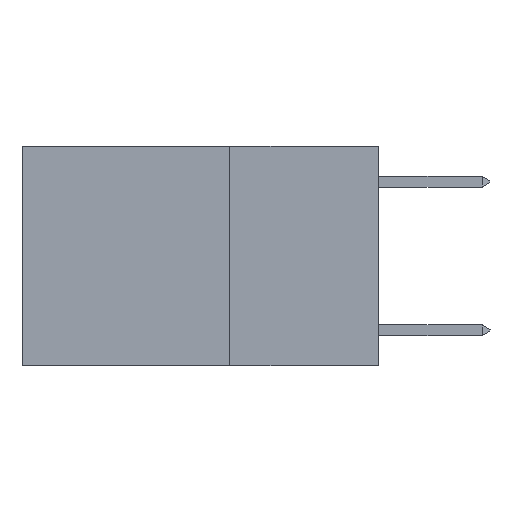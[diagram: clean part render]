
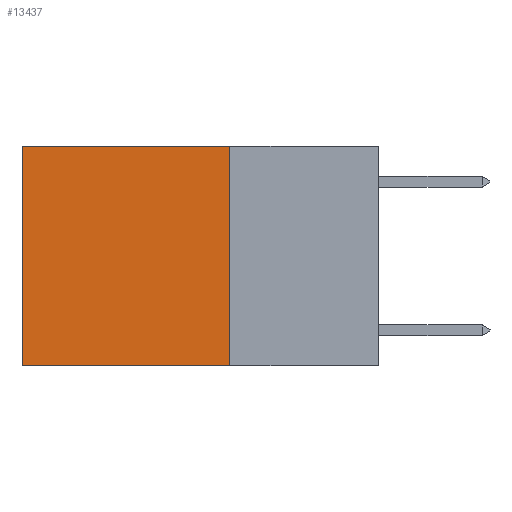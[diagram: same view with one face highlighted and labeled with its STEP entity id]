
A CAD part, left-side view. The second image highlights one B-rep face of the part: STEP entity #13437.
In plain terms, the highlighted planar face has unit normal (-1, 0, 0).
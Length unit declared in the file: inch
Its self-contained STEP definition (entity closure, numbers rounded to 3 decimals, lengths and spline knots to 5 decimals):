
#779 = VECTOR ( 'NONE', #3198, 39.37008 ) ;
#1320 = VECTOR ( 'NONE', #6706, 39.37008 ) ;
#2059 = DIRECTION ( 'NONE',  ( 0., 1., 0. ) ) ;
#3198 = DIRECTION ( 'NONE',  ( 0., 0., -1. ) ) ;
#4131 = PLANE ( 'NONE',  #19677 ) ;
#6706 = DIRECTION ( 'NONE',  ( 0., 0., -1. ) ) ;
#7498 = VECTOR ( 'NONE', #27558, 39.37008 ) ;
#7691 = VERTEX_POINT ( 'NONE', #19629 ) ;
#8337 = EDGE_CURVE ( 'NONE', #7691, #23227, #18811, .T. ) ;
#8696 = EDGE_LOOP ( 'NONE', ( #15473, #31541, #20550, #30684 ) ) ;
#8709 = CARTESIAN_POINT ( 'NONE',  ( 0.2625, 0.25, -0.37 ) ) ;
#9907 = VERTEX_POINT ( 'NONE', #12295 ) ;
#10166 = CARTESIAN_POINT ( 'NONE',  ( 0.2625, 0.25, 0. ) ) ;
#11552 = DIRECTION ( 'NONE',  ( 1., 0., 0. ) ) ;
#12295 = CARTESIAN_POINT ( 'NONE',  ( 0.2625, 0.6, -0.37 ) ) ;
#13437 = ADVANCED_FACE ( 'NONE', ( #29761 ), #4131, .F. ) ;
#14413 = LINE ( 'NONE', #23994, #29074 ) ;
#15473 = ORIENTED_EDGE ( 'NONE', *, *, #23932, .T. ) ;
#16406 = LINE ( 'NONE', #20323, #7498 ) ;
#16535 = CARTESIAN_POINT ( 'NONE',  ( 0.2625, 0.6, 0. ) ) ;
#16603 = DIRECTION ( 'NONE',  ( 0., 0., -1. ) ) ;
#18811 = LINE ( 'NONE', #10166, #779 ) ;
#19629 = CARTESIAN_POINT ( 'NONE',  ( 0.2625, 0.25, 0. ) ) ;
#19677 = AXIS2_PLACEMENT_3D ( 'NONE', #28484, #11552, #16603 ) ;
#20323 = CARTESIAN_POINT ( 'NONE',  ( 0.2625, 0.25, -0.37 ) ) ;
#20550 = ORIENTED_EDGE ( 'NONE', *, *, #8337, .F. ) ;
#23227 = VERTEX_POINT ( 'NONE', #8709 ) ;
#23932 = EDGE_CURVE ( 'NONE', #26195, #9907, #31717, .T. ) ;
#23994 = CARTESIAN_POINT ( 'NONE',  ( 0.2625, 0.25, 0. ) ) ;
#26195 = VERTEX_POINT ( 'NONE', #16535 ) ;
#27558 = DIRECTION ( 'NONE',  ( 0., 1., 0. ) ) ;
#28484 = CARTESIAN_POINT ( 'NONE',  ( 0.2625, 0.25, 0. ) ) ;
#28510 = CARTESIAN_POINT ( 'NONE',  ( 0.2625, 0.6, 0. ) ) ;
#29074 = VECTOR ( 'NONE', #2059, 39.37008 ) ;
#29110 = EDGE_CURVE ( 'NONE', #23227, #9907, #16406, .T. ) ;
#29761 = FACE_OUTER_BOUND ( 'NONE', #8696, .T. ) ;
#30035 = EDGE_CURVE ( 'NONE', #7691, #26195, #14413, .T. ) ;
#30684 = ORIENTED_EDGE ( 'NONE', *, *, #30035, .T. ) ;
#31541 = ORIENTED_EDGE ( 'NONE', *, *, #29110, .F. ) ;
#31717 = LINE ( 'NONE', #28510, #1320 ) ;
